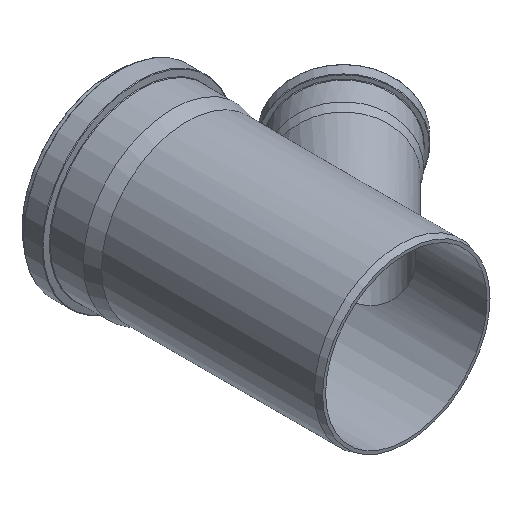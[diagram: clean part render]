
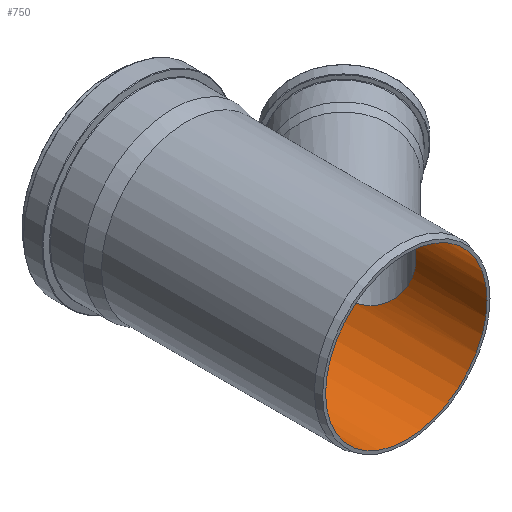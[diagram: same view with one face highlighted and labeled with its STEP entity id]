
A CAD part, isometric view. The second image highlights one B-rep face of the part: STEP entity #750.
In plain terms, the highlighted cylindrical face has radius 149.1 mm (diameter 298.2 mm), a full revolution.
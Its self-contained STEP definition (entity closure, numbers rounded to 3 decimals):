
#70=FACE_BOUND('',#312,.T.);
#71=FACE_BOUND('',#313,.T.);
#105=CYLINDRICAL_SURFACE('',#841,149.1);
#141=CIRCLE('',#833,149.1);
#145=CIRCLE('',#840,149.1);
#219=FACE_OUTER_BOUND('',#311,.T.);
#311=EDGE_LOOP('',(#657));
#312=EDGE_LOOP('',(#658));
#313=EDGE_LOOP('',(#659));
#386=B_SPLINE_CURVE_WITH_KNOTS('',3,(#1964,#1965,#1966,#1967,#1968,#1969,
#1970,#1971,#1972,#1973,#1974,#1975,#1976,#1977,#1978,#1979,#1980,#1981,
#1982,#1983,#1984,#1985,#1986,#1987,#1988,#1989,#1990,#1991,#1992,#1993,
#1994,#1995,#1996,#1997,#1998,#1999,#2000,#2001,#2002,#2003,#2004,#2005,
#2006,#2007,#2008,#2009,#2010,#2011,#2012,#2013,#2014,#2015,#2016,#2017,
#2018,#2019,#2020,#2021,#2022,#2023,#2024,#2025,#2026,#2027,#2028,#2029,
#2030,#2031,#2032,#2033),.UNSPECIFIED.,.T.,.F.,(4,2,2,2,2,2,2,2,2,2,2,2,
2,2,2,2,2,2,2,2,2,2,2,2,2,2,2,2,2,2,2,2,2,2,4),(0.,3.2,6.401,
9.601,12.801,14.7,16.599,18.497,
20.396,22.295,24.193,26.092,27.991,
31.191,34.391,37.592,40.792,42.905,
45.018,46.074,47.131,49.243,51.012,
52.78,54.549,56.317,58.085,59.854,
61.622,63.391,65.504,66.56,67.616,
69.729,71.842),.UNSPECIFIED.);
#411=VERTEX_POINT('',#1963);
#433=VERTEX_POINT('',#2099);
#437=VERTEX_POINT('',#2110);
#493=EDGE_CURVE('',#411,#411,#386,.T.);
#515=EDGE_CURVE('',#433,#433,#141,.T.);
#519=EDGE_CURVE('',#437,#437,#145,.T.);
#657=ORIENTED_EDGE('',*,*,#515,.F.);
#658=ORIENTED_EDGE('',*,*,#493,.F.);
#659=ORIENTED_EDGE('',*,*,#519,.T.);
#750=ADVANCED_FACE('',(#219,#70,#71),#105,.F.);
#833=AXIS2_PLACEMENT_3D('',#2100,#1003,#1004);
#840=AXIS2_PLACEMENT_3D('',#2111,#1017,#1018);
#841=AXIS2_PLACEMENT_3D('',#2112,#1019,#1020);
#1003=DIRECTION('center_axis',(0.,-1.,0.));
#1004=DIRECTION('ref_axis',(1.,0.,0.));
#1017=DIRECTION('center_axis',(0.,-1.,0.));
#1018=DIRECTION('ref_axis',(1.,0.,0.));
#1019=DIRECTION('center_axis',(0.,-1.,0.));
#1020=DIRECTION('ref_axis',(1.,0.,0.));
#1963=CARTESIAN_POINT('',(115.205,-173.98,94.65));
#1964=CARTESIAN_POINT('Ctrl Pts',(115.205,-173.98,94.65));
#1965=CARTESIAN_POINT('Ctrl Pts',(115.205,-163.312,94.65));
#1966=CARTESIAN_POINT('Ctrl Pts',(115.951,-152.327,93.757));
#1967=CARTESIAN_POINT('Ctrl Pts',(118.505,-130.251,90.508));
#1968=CARTESIAN_POINT('Ctrl Pts',(120.308,-119.16,88.149));
#1969=CARTESIAN_POINT('Ctrl Pts',(124.5,-97.422,82.122));
#1970=CARTESIAN_POINT('Ctrl Pts',(126.887,-86.779,78.453));
#1971=CARTESIAN_POINT('Ctrl Pts',(131.814,-66.53,69.86));
#1972=CARTESIAN_POINT('Ctrl Pts',(134.353,-56.924,64.938));
#1973=CARTESIAN_POINT('Ctrl Pts',(138.208,-42.955,56.056));
#1974=CARTESIAN_POINT('Ctrl Pts',(139.698,-37.708,52.297));
#1975=CARTESIAN_POINT('Ctrl Pts',(142.555,-27.855,43.916));
#1976=CARTESIAN_POINT('Ctrl Pts',(143.922,-23.25,39.293));
#1977=CARTESIAN_POINT('Ctrl Pts',(146.29,-15.373,29.268));
#1978=CARTESIAN_POINT('Ctrl Pts',(147.291,-12.099,23.864));
#1979=CARTESIAN_POINT('Ctrl Pts',(148.696,-7.529,12.394));
#1980=CARTESIAN_POINT('Ctrl Pts',(149.1,-6.229,6.329));
#1981=CARTESIAN_POINT('Ctrl Pts',(149.1,-6.229,-6.329));
#1982=CARTESIAN_POINT('Ctrl Pts',(148.696,-7.529,-12.394));
#1983=CARTESIAN_POINT('Ctrl Pts',(147.291,-12.099,-23.864));
#1984=CARTESIAN_POINT('Ctrl Pts',(146.29,-15.373,-29.268));
#1985=CARTESIAN_POINT('Ctrl Pts',(143.922,-23.25,-39.293));
#1986=CARTESIAN_POINT('Ctrl Pts',(142.555,-27.855,-43.916));
#1987=CARTESIAN_POINT('Ctrl Pts',(139.698,-37.708,-52.297));
#1988=CARTESIAN_POINT('Ctrl Pts',(138.208,-42.955,-56.056));
#1989=CARTESIAN_POINT('Ctrl Pts',(134.353,-56.924,-64.938));
#1990=CARTESIAN_POINT('Ctrl Pts',(131.814,-66.53,-69.86));
#1991=CARTESIAN_POINT('Ctrl Pts',(126.887,-86.779,-78.453));
#1992=CARTESIAN_POINT('Ctrl Pts',(124.5,-97.422,-82.122));
#1993=CARTESIAN_POINT('Ctrl Pts',(120.308,-119.16,-88.149));
#1994=CARTESIAN_POINT('Ctrl Pts',(118.505,-130.251,-90.508));
#1995=CARTESIAN_POINT('Ctrl Pts',(115.951,-152.327,-93.757));
#1996=CARTESIAN_POINT('Ctrl Pts',(115.205,-163.312,-94.65));
#1997=CARTESIAN_POINT('Ctrl Pts',(115.205,-181.023,-94.65));
#1998=CARTESIAN_POINT('Ctrl Pts',(115.536,-188.368,-94.254));
#1999=CARTESIAN_POINT('Ctrl Pts',(117.117,-202.926,-92.282));
#2000=CARTESIAN_POINT('Ctrl Pts',(118.373,-210.138,-90.701));
#2001=CARTESIAN_POINT('Ctrl Pts',(120.911,-220.344,-87.254));
#2002=CARTESIAN_POINT('Ctrl Pts',(121.865,-223.652,-85.925));
#2003=CARTESIAN_POINT('Ctrl Pts',(123.941,-230.005,-82.902));
#2004=CARTESIAN_POINT('Ctrl Pts',(125.064,-233.05,-81.208));
#2005=CARTESIAN_POINT('Ctrl Pts',(128.585,-241.709,-75.605));
#2006=CARTESIAN_POINT('Ctrl Pts',(131.137,-246.841,-71.163));
#2007=CARTESIAN_POINT('Ctrl Pts',(135.632,-254.903,-62.098));
#2008=CARTESIAN_POINT('Ctrl Pts',(137.708,-258.239,-57.42));
#2009=CARTESIAN_POINT('Ctrl Pts',(141.533,-263.989,-47.212));
#2010=CARTESIAN_POINT('Ctrl Pts',(143.279,-266.406,-41.682));
#2011=CARTESIAN_POINT('Ctrl Pts',(146.144,-270.237,-30.136));
#2012=CARTESIAN_POINT('Ctrl Pts',(147.264,-271.654,-24.111));
#2013=CARTESIAN_POINT('Ctrl Pts',(148.742,-273.506,-11.99));
#2014=CARTESIAN_POINT('Ctrl Pts',(149.1,-273.94,-5.895));
#2015=CARTESIAN_POINT('Ctrl Pts',(149.1,-273.94,5.895));
#2016=CARTESIAN_POINT('Ctrl Pts',(148.742,-273.506,11.99));
#2017=CARTESIAN_POINT('Ctrl Pts',(147.264,-271.654,24.111));
#2018=CARTESIAN_POINT('Ctrl Pts',(146.144,-270.237,30.136));
#2019=CARTESIAN_POINT('Ctrl Pts',(143.279,-266.406,41.682));
#2020=CARTESIAN_POINT('Ctrl Pts',(141.533,-263.989,47.212));
#2021=CARTESIAN_POINT('Ctrl Pts',(137.708,-258.239,57.42));
#2022=CARTESIAN_POINT('Ctrl Pts',(135.632,-254.903,62.098));
#2023=CARTESIAN_POINT('Ctrl Pts',(131.137,-246.841,71.163));
#2024=CARTESIAN_POINT('Ctrl Pts',(128.585,-241.709,75.605));
#2025=CARTESIAN_POINT('Ctrl Pts',(125.064,-233.05,81.208));
#2026=CARTESIAN_POINT('Ctrl Pts',(123.941,-230.005,82.902));
#2027=CARTESIAN_POINT('Ctrl Pts',(121.865,-223.652,85.925));
#2028=CARTESIAN_POINT('Ctrl Pts',(120.911,-220.344,87.254));
#2029=CARTESIAN_POINT('Ctrl Pts',(118.373,-210.138,90.701));
#2030=CARTESIAN_POINT('Ctrl Pts',(117.117,-202.926,92.282));
#2031=CARTESIAN_POINT('Ctrl Pts',(115.536,-188.368,94.254));
#2032=CARTESIAN_POINT('Ctrl Pts',(115.205,-181.023,94.65));
#2033=CARTESIAN_POINT('Ctrl Pts',(115.205,-173.98,94.65));
#2099=CARTESIAN_POINT('',(149.1,0.,0.));
#2100=CARTESIAN_POINT('Origin',(0.,0.,0.));
#2110=CARTESIAN_POINT('',(149.1,-405.185,0.));
#2111=CARTESIAN_POINT('Origin',(0.,-405.185,
0.));
#2112=CARTESIAN_POINT('Origin',(0.,-202.592,
0.));
